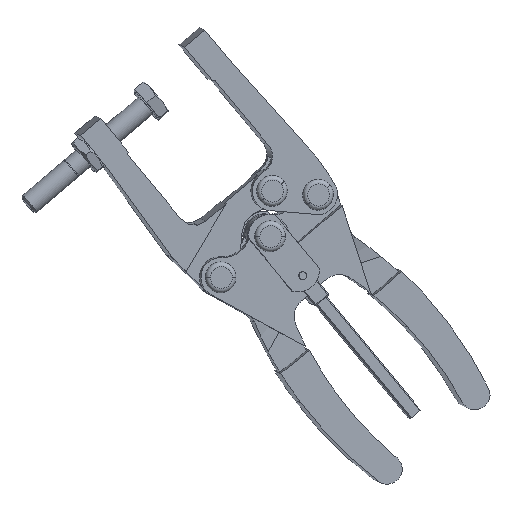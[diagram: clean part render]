
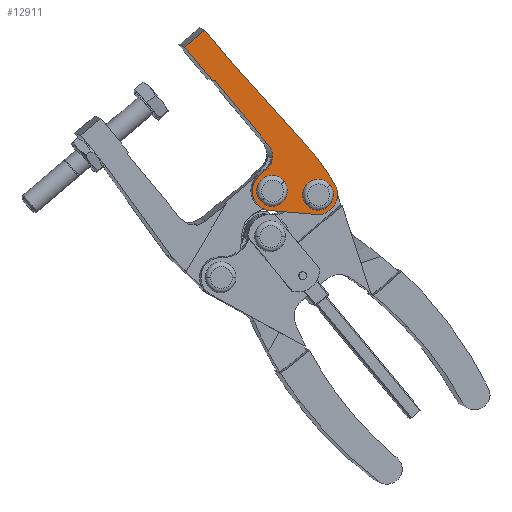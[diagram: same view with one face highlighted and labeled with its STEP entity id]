
A CAD part, top view. The second image highlights one B-rep face of the part: STEP entity #12911.
In plain terms, the highlighted free-form (B-spline) face has degree [1, 1] with [2, 2] control points.
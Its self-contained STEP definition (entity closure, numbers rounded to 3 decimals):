
#9955=CARTESIAN_POINT('',(219.824,171.158,17.188));
#9956=VERTEX_POINT('',#9955);
#9965=CARTESIAN_POINT('',(218.047,176.976,17.889));
#9966=VERTEX_POINT('',#9965);
#9967=CARTESIAN_POINT('',(211.967,171.818,18.54));
#9968=DIRECTION('',(0.164,-0.069,0.984));
#9969=DIRECTION('',(0.982,-0.082,-0.169));
#9970=AXIS2_PLACEMENT_3D('',#9967,#9968,#9969);
#9971=CIRCLE('',#9970,8.);
#9972=EDGE_CURVE('',#9956,#9966,#9971,.T.);
#10144=CARTESIAN_POINT('',(193.479,206.255,24.009));
#10145=VERTEX_POINT('',#10144);
#10154=CARTESIAN_POINT('',(192.757,206.022,24.113));
#10155=VERTEX_POINT('',#10154);
#10156=CARTESIAN_POINT('',(193.386,205.261,23.955));
#10157=DIRECTION('',(0.164,-0.069,0.984));
#10158=DIRECTION('',(0.093,0.994,0.054));
#10159=AXIS2_PLACEMENT_3D('',#10156,#10157,#10158);
#10160=CIRCLE('',#10159,1.);
#10161=EDGE_CURVE('',#10145,#10155,#10160,.T.);
#10459=CARTESIAN_POINT('',(211.133,153.557,17.406));
#10460=VERTEX_POINT('',#10459);
#10469=CARTESIAN_POINT('',(213.958,163.148,17.605));
#10470=VERTEX_POINT('',#10469);
#10471=CARTESIAN_POINT('',(219.619,156.296,16.187));
#10472=DIRECTION('',(-0.164,0.069,-0.984));
#10473=DIRECTION('',(-0.943,-0.304,0.135));
#10474=AXIS2_PLACEMENT_3D('',#10471,#10472,#10473);
#10475=CIRCLE('',#10474,9.);
#10476=EDGE_CURVE('',#10460,#10470,#10475,.T.);
#10522=CARTESIAN_POINT('',(247.936,149.801,11.03));
#10523=VERTEX_POINT('',#10522);
#10532=CARTESIAN_POINT('',(239.62,145.6,12.12));
#10533=VERTEX_POINT('',#10532);
#10534=CARTESIAN_POINT('',(240.454,154.548,12.604));
#10535=DIRECTION('',(-0.164,0.069,-0.984));
#10536=DIRECTION('',(0.831,-0.527,-0.175));
#10537=AXIS2_PLACEMENT_3D('',#10534,#10535,#10536);
#10538=CIRCLE('',#10537,9.);
#10539=EDGE_CURVE('',#10523,#10533,#10538,.T.);
#10648=CARTESIAN_POINT('',(242.533,167.74,13.177));
#10649=VERTEX_POINT('',#10648);
#10658=CARTESIAN_POINT('',(248.124,159.159,11.651));
#10659=VERTEX_POINT('',#10658);
#10660=CARTESIAN_POINT('',(161.856,107.295,22.371));
#10661=DIRECTION('',(-0.164,0.069,-0.984));
#10662=DIRECTION('',(0.797,0.597,-0.091));
#10663=AXIS2_PLACEMENT_3D('',#10660,#10661,#10662);
#10664=CIRCLE('',#10663,101.228);
#10665=EDGE_CURVE('',#10649,#10659,#10664,.T.);
#11028=CARTESIAN_POINT('',(245.774,159.061,12.035));
#11029=VERTEX_POINT('',#11028);
#11046=CARTESIAN_POINT('',(235.134,150.035,13.174));
#11047=VERTEX_POINT('',#11046);
#11055=CARTESIAN_POINT('',(240.454,154.548,12.604));
#11056=DIRECTION('',(0.164,-0.069,0.984));
#11057=DIRECTION('',(0.76,0.645,-0.081));
#11058=AXIS2_PLACEMENT_3D('',#11055,#11056,#11057);
#11059=CIRCLE('',#11058,7.);
#11060=EDGE_CURVE('',#11047,#11029,#11059,.T.);
#11156=CARTESIAN_POINT('',(224.939,160.81,15.618));
#11157=VERTEX_POINT('',#11156);
#11174=CARTESIAN_POINT('',(214.299,151.783,16.757));
#11175=VERTEX_POINT('',#11174);
#11183=CARTESIAN_POINT('',(219.619,156.296,16.187));
#11184=DIRECTION('',(0.164,-0.069,0.984));
#11185=DIRECTION('',(0.76,0.645,-0.081));
#11186=AXIS2_PLACEMENT_3D('',#11183,#11184,#11185);
#11187=CIRCLE('',#11186,7.);
#11188=EDGE_CURVE('',#11175,#11157,#11187,.T.);
#11553=CARTESIAN_POINT('',(219.619,156.296,16.187));
#11554=DIRECTION('',(0.164,-0.069,0.984));
#11555=DIRECTION('',(0.76,0.645,-0.081));
#11556=AXIS2_PLACEMENT_3D('',#11553,#11554,#11555);
#11557=CIRCLE('',#11556,7.);
#11558=EDGE_CURVE('',#11157,#11175,#11557,.T.);
#11671=CARTESIAN_POINT('',(240.454,154.548,12.604));
#11672=DIRECTION('',(0.164,-0.069,0.984));
#11673=DIRECTION('',(0.76,0.645,-0.081));
#11674=AXIS2_PLACEMENT_3D('',#11671,#11672,#11673);
#11675=CIRCLE('',#11674,7.);
#11676=EDGE_CURVE('',#11029,#11047,#11675,.T.);
#12225=CARTESIAN_POINT('',(236.098,175.689,14.8));
#12226=VERTEX_POINT('',#12225);
#12233=CARTESIAN_POINT('',(161.856,107.295,22.371));
#12234=DIRECTION('',(-0.164,0.069,-0.984));
#12235=DIRECTION('',(0.797,0.597,-0.091));
#12236=AXIS2_PLACEMENT_3D('',#12233,#12234,#12235);
#12237=CIRCLE('',#12236,101.228);
#12238=EDGE_CURVE('',#12226,#10649,#12237,.T.);
#12272=CARTESIAN_POINT('',(240.454,154.548,12.604));
#12273=DIRECTION('',(-0.164,0.069,-0.984));
#12274=DIRECTION('',(0.831,-0.527,-0.175));
#12275=AXIS2_PLACEMENT_3D('',#12272,#12273,#12274);
#12276=CIRCLE('',#12275,9.);
#12277=EDGE_CURVE('',#10659,#10523,#12276,.T.);
#12289=CARTESIAN_POINT('',(218.785,147.348,15.703));
#12290=VERTEX_POINT('',#12289);
#12291=CARTESIAN_POINT('',(239.62,145.6,12.12));
#12292=DIRECTION('',(-0.982,0.082,0.169));
#12293=VECTOR('',#12292,21.213);
#12294=LINE('',#12291,#12293);
#12295=EDGE_CURVE('',#10533,#12290,#12294,.T.);
#12335=CARTESIAN_POINT('',(219.619,156.296,16.187));
#12336=DIRECTION('',(-0.164,0.069,-0.984));
#12337=DIRECTION('',(-0.943,-0.304,0.135));
#12338=AXIS2_PLACEMENT_3D('',#12335,#12336,#12337);
#12339=CIRCLE('',#12338,9.);
#12340=EDGE_CURVE('',#12290,#10460,#12339,.T.);
#12352=CARTESIAN_POINT('',(216.998,165.727,17.279));
#12353=VERTEX_POINT('',#12352);
#12354=CARTESIAN_POINT('',(213.958,163.148,17.605));
#12355=DIRECTION('',(0.76,0.645,-0.081));
#12356=VECTOR('',#12355,4.);
#12357=LINE('',#12354,#12356);
#12358=EDGE_CURVE('',#10470,#12353,#12357,.T.);
#12549=CARTESIAN_POINT('',(194.146,205.905,23.874));
#12550=VERTEX_POINT('',#12549);
#12557=CARTESIAN_POINT('',(193.386,205.261,23.955));
#12558=DIRECTION('',(0.164,-0.069,0.984));
#12559=DIRECTION('',(0.093,0.994,0.054));
#12560=AXIS2_PLACEMENT_3D('',#12557,#12558,#12559);
#12561=CIRCLE('',#12560,1.);
#12562=EDGE_CURVE('',#12550,#10145,#12561,.T.);
#12581=CARTESIAN_POINT('',(180.178,221.248,27.263));
#12582=VERTEX_POINT('',#12581);
#12583=CARTESIAN_POINT('',(192.757,206.022,24.113));
#12584=DIRECTION('',(-0.629,0.761,0.158));
#12585=VECTOR('',#12584,20.);
#12586=LINE('',#12583,#12585);
#12587=EDGE_CURVE('',#10155,#12582,#12586,.T.);
#12612=CARTESIAN_POINT('',(189.298,228.985,26.287));
#12613=VERTEX_POINT('',#12612);
#12614=CARTESIAN_POINT('',(180.178,221.248,27.263));
#12615=DIRECTION('',(0.76,0.645,-0.081));
#12616=VECTOR('',#12615,12.);
#12617=LINE('',#12614,#12616);
#12618=EDGE_CURVE('',#12582,#12613,#12617,.T.);
#12643=CARTESIAN_POINT('',(201.877,213.759,23.136));
#12644=VERTEX_POINT('',#12643);
#12645=CARTESIAN_POINT('',(189.298,228.985,26.287));
#12646=DIRECTION('',(0.629,-0.761,-0.158));
#12647=VECTOR('',#12646,20.);
#12648=LINE('',#12645,#12647);
#12649=EDGE_CURVE('',#12613,#12644,#12648,.T.);
#12672=CARTESIAN_POINT('',(201.877,213.759,23.136));
#12673=DIRECTION('',(0.66,-0.734,-0.161));
#12674=VECTOR('',#12673,51.864);
#12675=LINE('',#12672,#12674);
#12676=EDGE_CURVE('',#12644,#12226,#12675,.T.);
#12847=CARTESIAN_POINT('',(211.967,171.818,18.54));
#12848=DIRECTION('',(0.164,-0.069,0.984));
#12849=DIRECTION('',(0.982,-0.082,-0.169));
#12850=AXIS2_PLACEMENT_3D('',#12847,#12848,#12849);
#12851=CIRCLE('',#12850,8.);
#12852=EDGE_CURVE('',#12353,#9956,#12851,.T.);
#12869=CARTESIAN_POINT('',(218.047,176.976,17.889));
#12870=DIRECTION('',(-0.629,0.761,0.158));
#12871=VECTOR('',#12870,38.);
#12872=LINE('',#12869,#12871);
#12873=EDGE_CURVE('',#9966,#12550,#12872,.T.);
#12879=CARTESIAN_POINT('',(221.218,263.691,23.401));
#12880=CARTESIAN_POINT('',(139.387,194.271,32.161));
#12881=CARTESIAN_POINT('',(290.129,180.281,6.143));
#12882=CARTESIAN_POINT('',(208.298,110.861,14.904));
#12883=B_SPLINE_SURFACE_WITH_KNOTS('',1,1,((#12879,#12881),(#12880,#12882)),.UNSPECIFIED.,.F.,.F.,.U.,(2,2),(2,2),(0.0,107.667),(0.0,109.562),.UNSPECIFIED.);
#12884=ORIENTED_EDGE('',*,*,#12873,.F.);
#12885=ORIENTED_EDGE('',*,*,#9972,.F.);
#12886=ORIENTED_EDGE('',*,*,#12852,.F.);
#12887=ORIENTED_EDGE('',*,*,#12358,.F.);
#12888=ORIENTED_EDGE('',*,*,#10476,.F.);
#12889=ORIENTED_EDGE('',*,*,#12340,.F.);
#12890=ORIENTED_EDGE('',*,*,#12295,.F.);
#12891=ORIENTED_EDGE('',*,*,#10539,.F.);
#12892=ORIENTED_EDGE('',*,*,#12277,.F.);
#12893=ORIENTED_EDGE('',*,*,#10665,.F.);
#12894=ORIENTED_EDGE('',*,*,#12238,.F.);
#12895=ORIENTED_EDGE('',*,*,#12676,.F.);
#12896=ORIENTED_EDGE('',*,*,#12649,.F.);
#12897=ORIENTED_EDGE('',*,*,#12618,.F.);
#12898=ORIENTED_EDGE('',*,*,#12587,.F.);
#12899=ORIENTED_EDGE('',*,*,#10161,.F.);
#12900=ORIENTED_EDGE('',*,*,#12562,.F.);
#12901=EDGE_LOOP('',(#12884,#12885,#12886,#12887,#12888,#12889,#12890,#12891,#12892,#12893,#12894,#12895,#12896,#12897,#12898,#12899,#12900));
#12902=FACE_OUTER_BOUND('',#12901,.T.);
#12903=ORIENTED_EDGE('',*,*,#11060,.F.);
#12904=ORIENTED_EDGE('',*,*,#11676,.F.);
#12905=EDGE_LOOP('',(#12903,#12904));
#12906=FACE_BOUND('',#12905,.T.);
#12907=ORIENTED_EDGE('',*,*,#11188,.F.);
#12908=ORIENTED_EDGE('',*,*,#11558,.F.);
#12909=EDGE_LOOP('',(#12907,#12908));
#12910=FACE_BOUND('',#12909,.T.);
#12911=ADVANCED_FACE('',(#12902,#12906,#12910),#12883,.T.);
